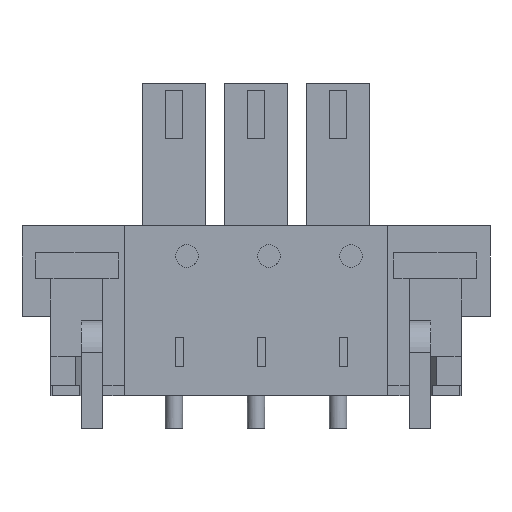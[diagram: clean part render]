
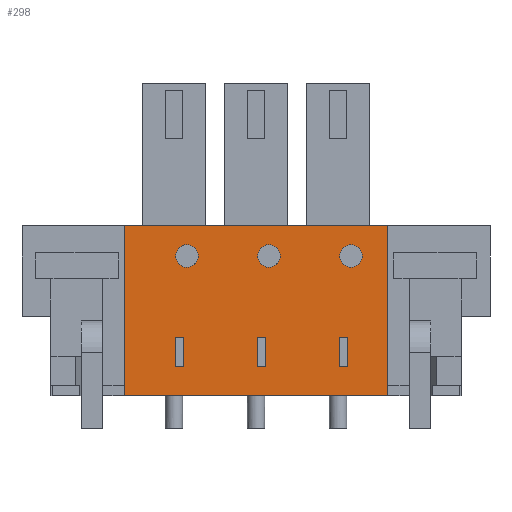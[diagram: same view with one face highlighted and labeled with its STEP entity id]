
A CAD part, front view. The second image highlights one B-rep face of the part: STEP entity #298.
In plain terms, the highlighted planar face has unit normal (0, -1, 0).
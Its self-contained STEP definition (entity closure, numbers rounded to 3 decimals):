
#122=AXIS2_PLACEMENT_3D('Plane Axis2P3D',#119,#120,#121) ;
#144=AXIS2_PLACEMENT_3D('Circle Axis2P3D',#142,#143,$) ;
#153=AXIS2_PLACEMENT_3D('Circle Axis2P3D',#151,#152,$) ;
#230=AXIS2_PLACEMENT_3D('Circle Axis2P3D',#228,#229,$) ;
#239=AXIS2_PLACEMENT_3D('Circle Axis2P3D',#237,#238,$) ;
#248=AXIS2_PLACEMENT_3D('Circle Axis2P3D',#246,#247,$) ;
#257=AXIS2_PLACEMENT_3D('Circle Axis2P3D',#255,#256,$) ;
#40=CARTESIAN_POINT('Vertex',(4.755,0.,1.5)) ;
#45=CARTESIAN_POINT('Line Origine',(4.755,0.,5.45)) ;
#49=CARTESIAN_POINT('Vertex',(4.755,0.,9.4)) ;
#92=CARTESIAN_POINT('Line Origine',(10.865,0.,1.5)) ;
#96=CARTESIAN_POINT('Vertex',(16.975,0.,1.5)) ;
#119=CARTESIAN_POINT('Axis2P3D Location',(20.785,0.,9.4)) ;
#124=CARTESIAN_POINT('Line Origine',(10.865,0.,9.4)) ;
#128=CARTESIAN_POINT('Vertex',(16.975,0.,9.4)) ;
#131=CARTESIAN_POINT('Line Origine',(16.975,0.,5.45)) ;
#142=CARTESIAN_POINT('Axis2P3D Location',(15.275,0.,8.)) ;
#146=CARTESIAN_POINT('Vertex',(14.75,0.,8.)) ;
#148=CARTESIAN_POINT('Vertex',(15.8,0.,8.)) ;
#151=CARTESIAN_POINT('Axis2P3D Location',(15.275,0.,8.)) ;
#160=CARTESIAN_POINT('Line Origine',(14.725,0.,3.558)) ;
#164=CARTESIAN_POINT('Vertex',(14.725,0.,4.232)) ;
#166=CARTESIAN_POINT('Vertex',(14.725,0.,2.883)) ;
#169=CARTESIAN_POINT('Line Origine',(14.925,0.,4.232)) ;
#173=CARTESIAN_POINT('Vertex',(15.125,0.,4.232)) ;
#176=CARTESIAN_POINT('Line Origine',(15.125,0.,3.557)) ;
#180=CARTESIAN_POINT('Vertex',(15.125,0.,2.883)) ;
#183=CARTESIAN_POINT('Line Origine',(14.925,0.,2.883)) ;
#194=CARTESIAN_POINT('Line Origine',(7.305,0.,4.232)) ;
#198=CARTESIAN_POINT('Vertex',(7.505,0.,4.232)) ;
#200=CARTESIAN_POINT('Vertex',(7.105,0.,4.232)) ;
#203=CARTESIAN_POINT('Line Origine',(7.505,0.,3.557)) ;
#207=CARTESIAN_POINT('Vertex',(7.505,0.,2.883)) ;
#210=CARTESIAN_POINT('Line Origine',(7.305,0.,2.883)) ;
#214=CARTESIAN_POINT('Vertex',(7.105,0.,2.883)) ;
#217=CARTESIAN_POINT('Line Origine',(7.105,0.,3.558)) ;
#228=CARTESIAN_POINT('Axis2P3D Location',(7.655,0.,8.)) ;
#232=CARTESIAN_POINT('Vertex',(7.13,0.,8.)) ;
#234=CARTESIAN_POINT('Vertex',(8.18,0.,8.)) ;
#237=CARTESIAN_POINT('Axis2P3D Location',(7.655,0.,8.)) ;
#246=CARTESIAN_POINT('Axis2P3D Location',(11.465,0.,8.)) ;
#250=CARTESIAN_POINT('Vertex',(11.99,0.,8.)) ;
#252=CARTESIAN_POINT('Vertex',(10.94,0.,8.)) ;
#255=CARTESIAN_POINT('Axis2P3D Location',(11.465,0.,8.)) ;
#264=CARTESIAN_POINT('Line Origine',(11.115,0.,2.883)) ;
#268=CARTESIAN_POINT('Vertex',(10.915,0.,2.883)) ;
#270=CARTESIAN_POINT('Vertex',(11.315,0.,2.883)) ;
#273=CARTESIAN_POINT('Line Origine',(10.915,0.,3.558)) ;
#277=CARTESIAN_POINT('Vertex',(10.915,0.,4.232)) ;
#280=CARTESIAN_POINT('Line Origine',(11.115,0.,4.232)) ;
#284=CARTESIAN_POINT('Vertex',(11.315,0.,4.232)) ;
#287=CARTESIAN_POINT('Line Origine',(11.315,0.,3.557)) ;
#46=DIRECTION('Vector Direction',(0.,0.,-1.)) ;
#93=DIRECTION('Vector Direction',(-1.,0.,0.)) ;
#120=DIRECTION('Axis2P3D Direction',(0.,-1.,0.)) ;
#121=DIRECTION('Axis2P3D XDirection',(-1.,0.,0.)) ;
#125=DIRECTION('Vector Direction',(-1.,0.,0.)) ;
#132=DIRECTION('Vector Direction',(0.,0.,-1.)) ;
#143=DIRECTION('Axis2P3D Direction',(0.,-1.,0.)) ;
#152=DIRECTION('Axis2P3D Direction',(0.,-1.,0.)) ;
#161=DIRECTION('Vector Direction',(0.,0.,-1.)) ;
#170=DIRECTION('Vector Direction',(1.,0.,0.)) ;
#177=DIRECTION('Vector Direction',(0.,0.,1.)) ;
#184=DIRECTION('Vector Direction',(1.,0.,0.)) ;
#195=DIRECTION('Vector Direction',(1.,0.,0.)) ;
#204=DIRECTION('Vector Direction',(0.,0.,1.)) ;
#211=DIRECTION('Vector Direction',(1.,0.,0.)) ;
#218=DIRECTION('Vector Direction',(0.,0.,-1.)) ;
#229=DIRECTION('Axis2P3D Direction',(0.,-1.,0.)) ;
#238=DIRECTION('Axis2P3D Direction',(0.,-1.,0.)) ;
#247=DIRECTION('Axis2P3D Direction',(0.,-1.,0.)) ;
#256=DIRECTION('Axis2P3D Direction',(0.,-1.,0.)) ;
#265=DIRECTION('Vector Direction',(1.,0.,0.)) ;
#274=DIRECTION('Vector Direction',(0.,0.,-1.)) ;
#281=DIRECTION('Vector Direction',(1.,0.,0.)) ;
#288=DIRECTION('Vector Direction',(0.,0.,1.)) ;
#47=VECTOR('Line Direction',#46,1.) ;
#94=VECTOR('Line Direction',#93,1.) ;
#126=VECTOR('Line Direction',#125,1.) ;
#133=VECTOR('Line Direction',#132,1.) ;
#162=VECTOR('Line Direction',#161,1.) ;
#171=VECTOR('Line Direction',#170,1.) ;
#178=VECTOR('Line Direction',#177,1.) ;
#185=VECTOR('Line Direction',#184,1.) ;
#196=VECTOR('Line Direction',#195,1.) ;
#205=VECTOR('Line Direction',#204,1.) ;
#212=VECTOR('Line Direction',#211,1.) ;
#219=VECTOR('Line Direction',#218,1.) ;
#266=VECTOR('Line Direction',#265,1.) ;
#275=VECTOR('Line Direction',#274,1.) ;
#282=VECTOR('Line Direction',#281,1.) ;
#289=VECTOR('Line Direction',#288,1.) ;
#137=ORIENTED_EDGE('',*,*,#130,.F.) ;
#138=ORIENTED_EDGE('',*,*,#51,.T.) ;
#139=ORIENTED_EDGE('',*,*,#98,.F.) ;
#140=ORIENTED_EDGE('',*,*,#135,.F.) ;
#157=ORIENTED_EDGE('',*,*,#150,.F.) ;
#158=ORIENTED_EDGE('',*,*,#155,.F.) ;
#189=ORIENTED_EDGE('',*,*,#168,.F.) ;
#190=ORIENTED_EDGE('',*,*,#175,.F.) ;
#191=ORIENTED_EDGE('',*,*,#182,.F.) ;
#192=ORIENTED_EDGE('',*,*,#187,.F.) ;
#223=ORIENTED_EDGE('',*,*,#202,.F.) ;
#224=ORIENTED_EDGE('',*,*,#209,.F.) ;
#225=ORIENTED_EDGE('',*,*,#216,.F.) ;
#226=ORIENTED_EDGE('',*,*,#221,.F.) ;
#243=ORIENTED_EDGE('',*,*,#236,.F.) ;
#244=ORIENTED_EDGE('',*,*,#241,.F.) ;
#261=ORIENTED_EDGE('',*,*,#254,.F.) ;
#262=ORIENTED_EDGE('',*,*,#259,.F.) ;
#293=ORIENTED_EDGE('',*,*,#272,.F.) ;
#294=ORIENTED_EDGE('',*,*,#279,.F.) ;
#295=ORIENTED_EDGE('',*,*,#286,.F.) ;
#296=ORIENTED_EDGE('',*,*,#291,.F.) ;
#159=FACE_BOUND('',#156,.T.) ;
#193=FACE_BOUND('',#188,.T.) ;
#227=FACE_BOUND('',#222,.T.) ;
#245=FACE_BOUND('',#242,.T.) ;
#263=FACE_BOUND('',#260,.T.) ;
#297=FACE_BOUND('',#292,.T.) ;
#298=ADVANCED_FACE('HOUSING',(#141,#159,#193,#227,#245,#263,#297),#123,.T.) ;
#145=CIRCLE('generated circle',#144,0.525) ;
#154=CIRCLE('generated circle',#153,0.525) ;
#231=CIRCLE('generated circle',#230,0.525) ;
#240=CIRCLE('generated circle',#239,0.525) ;
#249=CIRCLE('generated circle',#248,0.525) ;
#258=CIRCLE('generated circle',#257,0.525) ;
#51=EDGE_CURVE('',#50,#41,#48,.T.) ;
#98=EDGE_CURVE('',#97,#41,#95,.T.) ;
#130=EDGE_CURVE('',#50,#129,#127,.F.) ;
#135=EDGE_CURVE('',#129,#97,#134,.T.) ;
#150=EDGE_CURVE('',#147,#149,#145,.T.) ;
#155=EDGE_CURVE('',#149,#147,#154,.T.) ;
#168=EDGE_CURVE('',#165,#167,#163,.T.) ;
#175=EDGE_CURVE('',#174,#165,#172,.F.) ;
#182=EDGE_CURVE('',#181,#174,#179,.T.) ;
#187=EDGE_CURVE('',#167,#181,#186,.T.) ;
#202=EDGE_CURVE('',#199,#201,#197,.F.) ;
#209=EDGE_CURVE('',#208,#199,#206,.T.) ;
#216=EDGE_CURVE('',#215,#208,#213,.T.) ;
#221=EDGE_CURVE('',#201,#215,#220,.T.) ;
#236=EDGE_CURVE('',#233,#235,#231,.T.) ;
#241=EDGE_CURVE('',#235,#233,#240,.T.) ;
#254=EDGE_CURVE('',#251,#253,#249,.T.) ;
#259=EDGE_CURVE('',#253,#251,#258,.T.) ;
#272=EDGE_CURVE('',#269,#271,#267,.T.) ;
#279=EDGE_CURVE('',#278,#269,#276,.T.) ;
#286=EDGE_CURVE('',#285,#278,#283,.F.) ;
#291=EDGE_CURVE('',#271,#285,#290,.T.) ;
#136=EDGE_LOOP('',(#137,#138,#139,#140)) ;
#156=EDGE_LOOP('',(#157,#158)) ;
#188=EDGE_LOOP('',(#189,#190,#191,#192)) ;
#222=EDGE_LOOP('',(#223,#224,#225,#226)) ;
#242=EDGE_LOOP('',(#243,#244)) ;
#260=EDGE_LOOP('',(#261,#262)) ;
#292=EDGE_LOOP('',(#293,#294,#295,#296)) ;
#141=FACE_OUTER_BOUND('',#136,.T.) ;
#48=LINE('Line',#45,#47) ;
#95=LINE('Line',#92,#94) ;
#127=LINE('Line',#124,#126) ;
#134=LINE('Line',#131,#133) ;
#163=LINE('Line',#160,#162) ;
#172=LINE('Line',#169,#171) ;
#179=LINE('Line',#176,#178) ;
#186=LINE('Line',#183,#185) ;
#197=LINE('Line',#194,#196) ;
#206=LINE('Line',#203,#205) ;
#213=LINE('Line',#210,#212) ;
#220=LINE('Line',#217,#219) ;
#267=LINE('Line',#264,#266) ;
#276=LINE('Line',#273,#275) ;
#283=LINE('Line',#280,#282) ;
#290=LINE('Line',#287,#289) ;
#123=PLANE('',#122) ;
#41=VERTEX_POINT('',#40) ;
#50=VERTEX_POINT('',#49) ;
#97=VERTEX_POINT('',#96) ;
#129=VERTEX_POINT('',#128) ;
#147=VERTEX_POINT('',#146) ;
#149=VERTEX_POINT('',#148) ;
#165=VERTEX_POINT('',#164) ;
#167=VERTEX_POINT('',#166) ;
#174=VERTEX_POINT('',#173) ;
#181=VERTEX_POINT('',#180) ;
#199=VERTEX_POINT('',#198) ;
#201=VERTEX_POINT('',#200) ;
#208=VERTEX_POINT('',#207) ;
#215=VERTEX_POINT('',#214) ;
#233=VERTEX_POINT('',#232) ;
#235=VERTEX_POINT('',#234) ;
#251=VERTEX_POINT('',#250) ;
#253=VERTEX_POINT('',#252) ;
#269=VERTEX_POINT('',#268) ;
#271=VERTEX_POINT('',#270) ;
#278=VERTEX_POINT('',#277) ;
#285=VERTEX_POINT('',#284) ;
